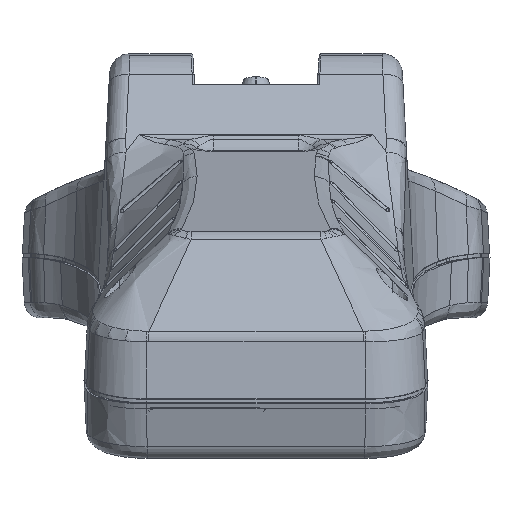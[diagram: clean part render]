
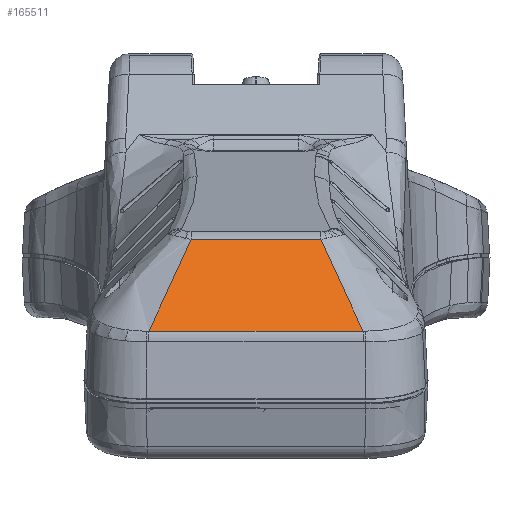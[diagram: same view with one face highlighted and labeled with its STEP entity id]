
A CAD part, front view. The second image highlights one B-rep face of the part: STEP entity #165511.
In plain terms, the highlighted face is planar.
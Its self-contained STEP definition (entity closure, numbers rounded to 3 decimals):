
#332 = VERTEX_POINT ( 'NONE', #207897 ) ;
#11964 = VERTEX_POINT ( 'NONE', #181028 ) ;
#13833 = DIRECTION ( 'NONE',  ( 0., 0.766, -0.643 ) ) ;
#17440 = PLANE ( 'NONE',  #31812 ) ;
#18891 = EDGE_CURVE ( 'NONE', #192541, #332, #104107, .T. ) ;
#20115 = CARTESIAN_POINT ( 'NONE',  ( -15.433, -85.273, 18.87 ) ) ;
#20776 = B_SPLINE_CURVE_WITH_KNOTS ( 'NONE', 3,
 ( #155749, #175102, #64836, #138759 ),
 .UNSPECIFIED., .F., .F.,
 ( 4, 4 ),
 ( 0.046, 0.942 ),
 .UNSPECIFIED. ) ;
#21728 = CARTESIAN_POINT ( 'NONE',  ( 16.118, -85.272, 18.869 ) ) ;
#31812 = AXIS2_PLACEMENT_3D ( 'NONE', #125307, #141142, #13833 ) ;
#33288 = EDGE_CURVE ( 'NONE', #332, #153055, #44684, .T. ) ;
#43854 = ORIENTED_EDGE ( 'NONE', *, *, #224661, .T. ) ;
#44684 = LINE ( 'NONE', #117442, #64516 ) ;
#51723 = VECTOR ( 'NONE', #184946, 1000. ) ;
#64516 = VECTOR ( 'NONE', #171980, 1000. ) ;
#64836 = CARTESIAN_POINT ( 'NONE',  ( -19.615, -92.386, 24.838 ) ) ;
#65857 = CARTESIAN_POINT ( 'NONE',  ( -26.61, -106.616, 36.779 ) ) ;
#83710 = CARTESIAN_POINT ( 'NONE',  ( 23.112, -99.501, 30.809 ) ) ;
#103068 = CARTESIAN_POINT ( 'NONE',  ( 19.615, -92.387, 24.839 ) ) ;
#104107 = B_SPLINE_CURVE_WITH_KNOTS ( 'NONE', 3,
 ( #117722, #103068, #83710, #158846 ),
 .UNSPECIFIED., .F., .F.,
 ( 4, 4 ),
 ( 0.058, 0.954 ),
 .UNSPECIFIED. ) ;
#117442 = CARTESIAN_POINT ( 'NONE',  ( -41.42, -106.616, 36.778 ) ) ;
#117722 = CARTESIAN_POINT ( 'NONE',  ( 16.118, -85.272, 18.869 ) ) ;
#125307 = CARTESIAN_POINT ( 'NONE',  ( -15.433, -83.879, 17.7 ) ) ;
#135390 = EDGE_CURVE ( 'NONE', #153055, #11964, #20776, .T. ) ;
#138759 = CARTESIAN_POINT ( 'NONE',  ( -16.117, -85.271, 18.868 ) ) ;
#141142 = DIRECTION ( 'NONE',  ( 0., -0.643, -0.766 ) ) ;
#142976 = ORIENTED_EDGE ( 'NONE', *, *, #33288, .T. ) ;
#153055 = VERTEX_POINT ( 'NONE', #65857 ) ;
#155749 = CARTESIAN_POINT ( 'NONE',  ( -26.61, -106.616, 36.779 ) ) ;
#158846 = CARTESIAN_POINT ( 'NONE',  ( 26.61, -106.616, 36.778 ) ) ;
#162659 = ORIENTED_EDGE ( 'NONE', *, *, #135390, .T. ) ;
#165511 = ADVANCED_FACE ( 'NONE', ( #198070 ), #17440, .T. ) ;
#171980 = DIRECTION ( 'NONE',  ( -1., 0., 0. ) ) ;
#175102 = CARTESIAN_POINT ( 'NONE',  ( -23.112, -99.501, 30.809 ) ) ;
#181028 = CARTESIAN_POINT ( 'NONE',  ( -16.117, -85.271, 18.868 ) ) ;
#184946 = DIRECTION ( 'NONE',  ( 1., 0., 0. ) ) ;
#186167 = LINE ( 'NONE', #20115, #51723 ) ;
#190017 = ORIENTED_EDGE ( 'NONE', *, *, #18891, .T. ) ;
#192541 = VERTEX_POINT ( 'NONE', #21728 ) ;
#198070 = FACE_OUTER_BOUND ( 'NONE', #237545, .T. ) ;
#207897 = CARTESIAN_POINT ( 'NONE',  ( 26.61, -106.616, 36.778 ) ) ;
#224661 = EDGE_CURVE ( 'NONE', #11964, #192541, #186167, .T. ) ;
#237545 = EDGE_LOOP ( 'NONE', ( #190017, #142976, #162659, #43854 ) ) ;
